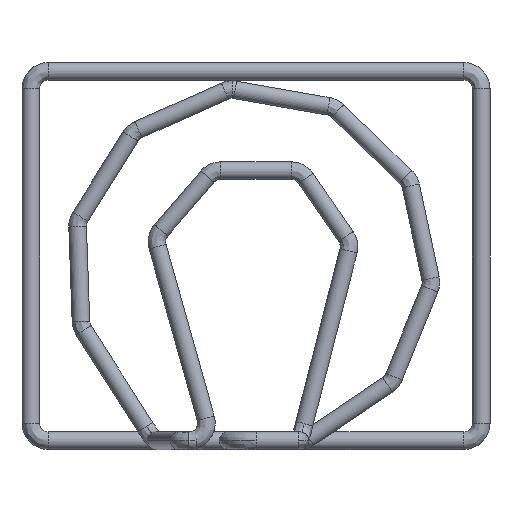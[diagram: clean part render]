
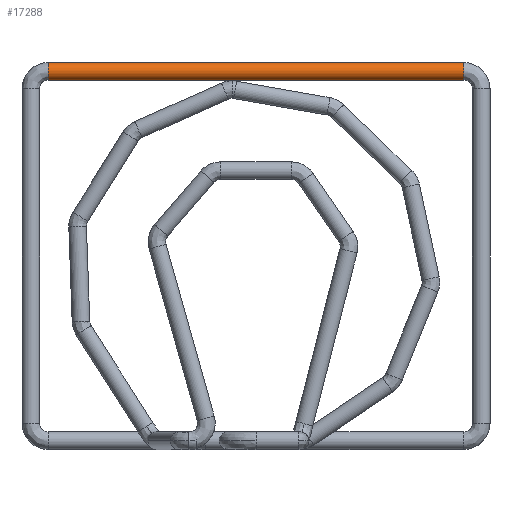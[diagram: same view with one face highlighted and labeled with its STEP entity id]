
A CAD part, front view. The second image highlights one B-rep face of the part: STEP entity #17288.
In plain terms, the highlighted cylindrical face has radius 2.5 mm (diameter 5 mm), a partial arc.
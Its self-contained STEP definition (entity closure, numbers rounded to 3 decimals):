
#1452 = VERTEX_POINT('',#1453);
#1453 = CARTESIAN_POINT('',(-59.,-10.,105.));
#1454 = VERTEX_POINT('',#1455);
#1455 = CARTESIAN_POINT('',(-59.,-10.,110.));
#1463 = CYLINDRICAL_SURFACE('',#1464,2.5);
#1464 = AXIS2_PLACEMENT_3D('',#1465,#1466,#1467);
#1465 = CARTESIAN_POINT('',(-59.,-10.,107.5));
#1466 = DIRECTION('',(1.,0.,0.));
#1467 = DIRECTION('',(0.,0.,-1.));
#1521 = EDGE_CURVE('',#1454,#1522,#1524,.T.);
#1522 = VERTEX_POINT('',#1523);
#1523 = CARTESIAN_POINT('',(59.,-10.,110.));
#1524 = SURFACE_CURVE('',#1525,(#1529,#1536),.PCURVE_S1.);
#1525 = LINE('',#1526,#1527);
#1526 = CARTESIAN_POINT('',(-59.,-10.,110.));
#1527 = VECTOR('',#1528,1.);
#1528 = DIRECTION('',(1.,0.,0.));
#1529 = PCURVE('',#1463,#1530);
#1530 = DEFINITIONAL_REPRESENTATION('',(#1531),#1535);
#1531 = LINE('',#1532,#1533);
#1532 = CARTESIAN_POINT('',(3.142,0.));
#1533 = VECTOR('',#1534,1.);
#1534 = DIRECTION('',(0.,1.));
#1535 = ( GEOMETRIC_REPRESENTATION_CONTEXT(2) 
PARAMETRIC_REPRESENTATION_CONTEXT() REPRESENTATION_CONTEXT('2D SPACE',''
  ) );
#1536 = PCURVE('',#1537,#1542);
#1537 = CYLINDRICAL_SURFACE('',#1538,2.5);
#1538 = AXIS2_PLACEMENT_3D('',#1539,#1540,#1541);
#1539 = CARTESIAN_POINT('',(-59.,-10.,107.5));
#1540 = DIRECTION('',(1.,0.,0.));
#1541 = DIRECTION('',(0.,0.,-1.));
#1542 = DEFINITIONAL_REPRESENTATION('',(#1543),#1547);
#1543 = LINE('',#1544,#1545);
#1544 = CARTESIAN_POINT('',(3.142,0.));
#1545 = VECTOR('',#1546,1.);
#1546 = DIRECTION('',(0.,1.));
#1547 = ( GEOMETRIC_REPRESENTATION_CONTEXT(2) 
PARAMETRIC_REPRESENTATION_CONTEXT() REPRESENTATION_CONTEXT('2D SPACE',''
  ) );
#1550 = VERTEX_POINT('',#1551);
#1551 = CARTESIAN_POINT('',(59.,-10.,105.));
#1612 = EDGE_CURVE('',#1452,#1550,#1613,.T.);
#1613 = SURFACE_CURVE('',#1614,(#1618,#1625),.PCURVE_S1.);
#1614 = LINE('',#1615,#1616);
#1615 = CARTESIAN_POINT('',(-59.,-10.,105.));
#1616 = VECTOR('',#1617,1.);
#1617 = DIRECTION('',(1.,0.,0.));
#1618 = PCURVE('',#1463,#1619);
#1619 = DEFINITIONAL_REPRESENTATION('',(#1620),#1624);
#1620 = LINE('',#1621,#1622);
#1621 = CARTESIAN_POINT('',(0.,0.));
#1622 = VECTOR('',#1623,1.);
#1623 = DIRECTION('',(0.,1.));
#1624 = ( GEOMETRIC_REPRESENTATION_CONTEXT(2) 
PARAMETRIC_REPRESENTATION_CONTEXT() REPRESENTATION_CONTEXT('2D SPACE',''
  ) );
#1625 = PCURVE('',#1537,#1626);
#1626 = DEFINITIONAL_REPRESENTATION('',(#1627),#1631);
#1627 = LINE('',#1628,#1629);
#1628 = CARTESIAN_POINT('',(6.283,0.));
#1629 = VECTOR('',#1630,1.);
#1630 = DIRECTION('',(0.,1.));
#1631 = ( GEOMETRIC_REPRESENTATION_CONTEXT(2) 
PARAMETRIC_REPRESENTATION_CONTEXT() REPRESENTATION_CONTEXT('2D SPACE',''
  ) );
#1636 = EDGE_CURVE('',#1550,#1522,#1637,.T.);
#1637 = SURFACE_CURVE('',#1638,(#1643,#1689),.PCURVE_S1.);
#1638 = CIRCLE('',#1639,2.5);
#1639 = AXIS2_PLACEMENT_3D('',#1640,#1641,#1642);
#1640 = CARTESIAN_POINT('',(59.,-10.,107.5));
#1641 = DIRECTION('',(-1.,-0.,-0.));
#1642 = DIRECTION('',(0.,0.,-1.));
#1643 = PCURVE('',#1644,#1661);
#1644 = ( BOUNDED_SURFACE() B_SPLINE_SURFACE(3,3,(
    (#1645,#1646,#1647,#1648)
    ,(#1649,#1650,#1651,#1652)
    ,(#1653,#1654,#1655,#1656)
    ,(#1657,#1658,#1659,#1660
)),.UNSPECIFIED.,.F.,.F.,.F.) B_SPLINE_SURFACE_WITH_KNOTS((4,4),(4,4),(
    0.,1.),(0.,1.),.PIECEWISE_BEZIER_KNOTS.) 
GEOMETRIC_REPRESENTATION_ITEM() RATIONAL_B_SPLINE_SURFACE((
    (1.,0.805,0.805,1.)
    ,(0.333,0.268,0.268,0.333)
    ,(0.333,0.268,0.268,0.333)
,(1.,0.805,0.805,1.
))) REPRESENTATION_ITEM('') SURFACE() );
#1645 = CARTESIAN_POINT('',(59.,-10.,110.));
#1646 = CARTESIAN_POINT('',(63.393,-10.,110.));
#1647 = CARTESIAN_POINT('',(66.5,-10.,106.893));
#1648 = CARTESIAN_POINT('',(66.5,-10.,102.5));
#1649 = CARTESIAN_POINT('',(59.,-15.,110.));
#1650 = CARTESIAN_POINT('',(63.393,-15.,110.));
#1651 = CARTESIAN_POINT('',(66.5,-15.,106.893));
#1652 = CARTESIAN_POINT('',(66.5,-15.,102.5));
#1653 = CARTESIAN_POINT('',(59.,-15.,105.));
#1654 = CARTESIAN_POINT('',(60.464,-15.,105.));
#1655 = CARTESIAN_POINT('',(61.5,-15.,103.964));
#1656 = CARTESIAN_POINT('',(61.5,-15.,102.5));
#1657 = CARTESIAN_POINT('',(59.,-10.,105.));
#1658 = CARTESIAN_POINT('',(60.464,-10.,105.));
#1659 = CARTESIAN_POINT('',(61.5,-10.,103.964));
#1660 = CARTESIAN_POINT('',(61.5,-10.,102.5));
#1661 = DEFINITIONAL_REPRESENTATION('',(#1662),#1688);
#1662 = B_SPLINE_CURVE_WITH_KNOTS('',3,(#1663,#1664,#1665,#1666,#1667,
    #1668,#1669,#1670,#1671,#1672,#1673,#1674,#1675,#1676,#1677,#1678,
    #1679,#1680,#1681,#1682,#1683,#1684,#1685,#1686,#1687),
  .UNSPECIFIED.,.F.,.F.,(4,1,1,1,1,1,1,1,1,1,1,1,1,1,1,1,1,1,1,1,1,1,4),
  (0.,0.143,0.286,0.428,0.571,
    0.714,0.857,1.,1.142,
    1.285,1.428,1.571,1.714,
    1.856,1.999,2.142,2.285,
    2.428,2.57,2.713,2.856,
    2.999,3.142),.QUASI_UNIFORM_KNOTS.);
#1663 = CARTESIAN_POINT('',(1.,0.));
#1664 = CARTESIAN_POINT('',(0.976,0.));
#1665 = CARTESIAN_POINT('',(0.932,0.));
#1666 = CARTESIAN_POINT('',(0.873,0.));
#1667 = CARTESIAN_POINT('',(0.821,0.));
#1668 = CARTESIAN_POINT('',(0.772,0.));
#1669 = CARTESIAN_POINT('',(0.728,0.));
#1670 = CARTESIAN_POINT('',(0.686,0.));
#1671 = CARTESIAN_POINT('',(0.647,0.));
#1672 = CARTESIAN_POINT('',(0.609,0.));
#1673 = CARTESIAN_POINT('',(0.572,0.));
#1674 = CARTESIAN_POINT('',(0.536,0.));
#1675 = CARTESIAN_POINT('',(0.5,0.));
#1676 = CARTESIAN_POINT('',(0.464,0.));
#1677 = CARTESIAN_POINT('',(0.428,0.));
#1678 = CARTESIAN_POINT('',(0.391,0.));
#1679 = CARTESIAN_POINT('',(0.353,0.));
#1680 = CARTESIAN_POINT('',(0.314,0.));
#1681 = CARTESIAN_POINT('',(0.272,0.));
#1682 = CARTESIAN_POINT('',(0.228,0.));
#1683 = CARTESIAN_POINT('',(0.179,0.));
#1684 = CARTESIAN_POINT('',(0.127,0.));
#1685 = CARTESIAN_POINT('',(0.068,0.));
#1686 = CARTESIAN_POINT('',(0.024,-0.));
#1687 = CARTESIAN_POINT('',(0.,0.));
#1688 = ( GEOMETRIC_REPRESENTATION_CONTEXT(2) 
PARAMETRIC_REPRESENTATION_CONTEXT() REPRESENTATION_CONTEXT('2D SPACE',''
  ) );
#1689 = PCURVE('',#1537,#1690);
#1690 = DEFINITIONAL_REPRESENTATION('',(#1691),#1695);
#1691 = LINE('',#1692,#1693);
#1692 = CARTESIAN_POINT('',(6.283,118.));
#1693 = VECTOR('',#1694,1.);
#1694 = DIRECTION('',(-1.,0.));
#1695 = ( GEOMETRIC_REPRESENTATION_CONTEXT(2) 
PARAMETRIC_REPRESENTATION_CONTEXT() REPRESENTATION_CONTEXT('2D SPACE',''
  ) );
#1897 = ( BOUNDED_SURFACE() B_SPLINE_SURFACE(3,3,(
    (#1898,#1899,#1900,#1901)
    ,(#1902,#1903,#1904,#1905)
    ,(#1906,#1907,#1908,#1909)
    ,(#1910,#1911,#1912,#1913
)),.UNSPECIFIED.,.F.,.F.,.F.) B_SPLINE_SURFACE_WITH_KNOTS((4,4),(4,4),(
    0.,1.),(0.,1.),.PIECEWISE_BEZIER_KNOTS.) 
GEOMETRIC_REPRESENTATION_ITEM() RATIONAL_B_SPLINE_SURFACE((
    (1.,0.805,0.805,1.)
    ,(0.333,0.268,0.268,0.333)
    ,(0.333,0.268,0.268,0.333)
,(1.,0.805,0.805,1.
))) REPRESENTATION_ITEM('') SURFACE() );
#1898 = CARTESIAN_POINT('',(-66.5,-10.,102.5));
#1899 = CARTESIAN_POINT('',(-66.5,-10.,106.893));
#1900 = CARTESIAN_POINT('',(-63.393,-10.,110.));
#1901 = CARTESIAN_POINT('',(-59.,-10.,110.));
#1902 = CARTESIAN_POINT('',(-66.5,-15.,102.5));
#1903 = CARTESIAN_POINT('',(-66.5,-15.,106.893));
#1904 = CARTESIAN_POINT('',(-63.393,-15.,110.));
#1905 = CARTESIAN_POINT('',(-59.,-15.,110.));
#1906 = CARTESIAN_POINT('',(-61.5,-15.,102.5));
#1907 = CARTESIAN_POINT('',(-61.5,-15.,103.964));
#1908 = CARTESIAN_POINT('',(-60.464,-15.,105.));
#1909 = CARTESIAN_POINT('',(-59.,-15.,105.));
#1910 = CARTESIAN_POINT('',(-61.5,-10.,102.5));
#1911 = CARTESIAN_POINT('',(-61.5,-10.,103.964));
#1912 = CARTESIAN_POINT('',(-60.464,-10.,105.));
#1913 = CARTESIAN_POINT('',(-59.,-10.,105.));
#2021 = EDGE_CURVE('',#1454,#1452,#2022,.T.);
#2022 = SURFACE_CURVE('',#2023,(#2028,#2057),.PCURVE_S1.);
#2023 = CIRCLE('',#2024,2.5);
#2024 = AXIS2_PLACEMENT_3D('',#2025,#2026,#2027);
#2025 = CARTESIAN_POINT('',(-59.,-10.,107.5));
#2026 = DIRECTION('',(1.,0.,0.));
#2027 = DIRECTION('',(0.,0.,-1.));
#2028 = PCURVE('',#1897,#2029);
#2029 = DEFINITIONAL_REPRESENTATION('',(#2030),#2056);
#2030 = B_SPLINE_CURVE_WITH_KNOTS('',3,(#2031,#2032,#2033,#2034,#2035,
    #2036,#2037,#2038,#2039,#2040,#2041,#2042,#2043,#2044,#2045,#2046,
    #2047,#2048,#2049,#2050,#2051,#2052,#2053,#2054,#2055),
  .UNSPECIFIED.,.F.,.F.,(4,1,1,1,1,1,1,1,1,1,1,1,1,1,1,1,1,1,1,1,1,1,4),
  (3.142,3.284,3.427,3.57,
    3.713,3.856,3.998,4.141,
    4.284,4.427,4.57,4.712,
    4.855,4.998,5.141,5.284,
    5.426,5.569,5.712,5.855,
    5.998,6.14,6.283),.QUASI_UNIFORM_KNOTS.);
#2031 = CARTESIAN_POINT('',(0.,1.));
#2032 = CARTESIAN_POINT('',(0.024,1.));
#2033 = CARTESIAN_POINT('',(0.068,1.));
#2034 = CARTESIAN_POINT('',(0.127,1.));
#2035 = CARTESIAN_POINT('',(0.179,1.));
#2036 = CARTESIAN_POINT('',(0.228,1.));
#2037 = CARTESIAN_POINT('',(0.272,1.));
#2038 = CARTESIAN_POINT('',(0.314,1.));
#2039 = CARTESIAN_POINT('',(0.353,1.));
#2040 = CARTESIAN_POINT('',(0.391,1.));
#2041 = CARTESIAN_POINT('',(0.428,1.));
#2042 = CARTESIAN_POINT('',(0.464,1.));
#2043 = CARTESIAN_POINT('',(0.5,1.));
#2044 = CARTESIAN_POINT('',(0.536,1.));
#2045 = CARTESIAN_POINT('',(0.572,1.));
#2046 = CARTESIAN_POINT('',(0.609,1.));
#2047 = CARTESIAN_POINT('',(0.647,1.));
#2048 = CARTESIAN_POINT('',(0.686,1.));
#2049 = CARTESIAN_POINT('',(0.728,1.));
#2050 = CARTESIAN_POINT('',(0.772,1.));
#2051 = CARTESIAN_POINT('',(0.821,1.));
#2052 = CARTESIAN_POINT('',(0.873,1.));
#2053 = CARTESIAN_POINT('',(0.932,1.));
#2054 = CARTESIAN_POINT('',(0.976,1.));
#2055 = CARTESIAN_POINT('',(1.,1.));
#2056 = ( GEOMETRIC_REPRESENTATION_CONTEXT(2) 
PARAMETRIC_REPRESENTATION_CONTEXT() REPRESENTATION_CONTEXT('2D SPACE',''
  ) );
#2057 = PCURVE('',#1537,#2058);
#2058 = DEFINITIONAL_REPRESENTATION('',(#2059),#2063);
#2059 = LINE('',#2060,#2061);
#2060 = CARTESIAN_POINT('',(0.,0.));
#2061 = VECTOR('',#2062,1.);
#2062 = DIRECTION('',(1.,0.));
#2063 = ( GEOMETRIC_REPRESENTATION_CONTEXT(2) 
PARAMETRIC_REPRESENTATION_CONTEXT() REPRESENTATION_CONTEXT('2D SPACE',''
  ) );
#17288 = ADVANCED_FACE('',(#17289),#1537,.T.);
#17289 = FACE_BOUND('',#17290,.T.);
#17290 = EDGE_LOOP('',(#17291,#17292,#17293,#17294));
#17291 = ORIENTED_EDGE('',*,*,#1521,.F.);
#17292 = ORIENTED_EDGE('',*,*,#2021,.T.);
#17293 = ORIENTED_EDGE('',*,*,#1612,.T.);
#17294 = ORIENTED_EDGE('',*,*,#1636,.T.);
